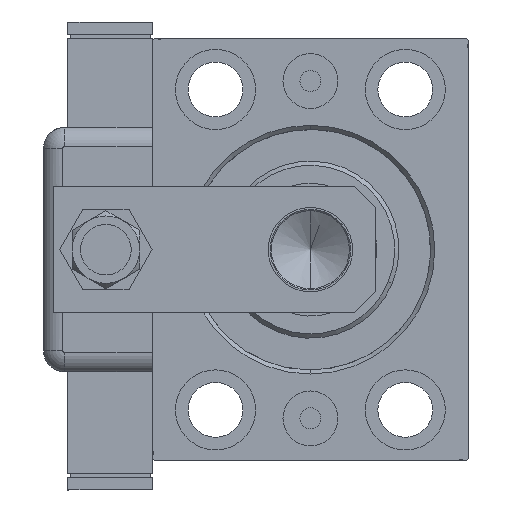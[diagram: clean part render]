
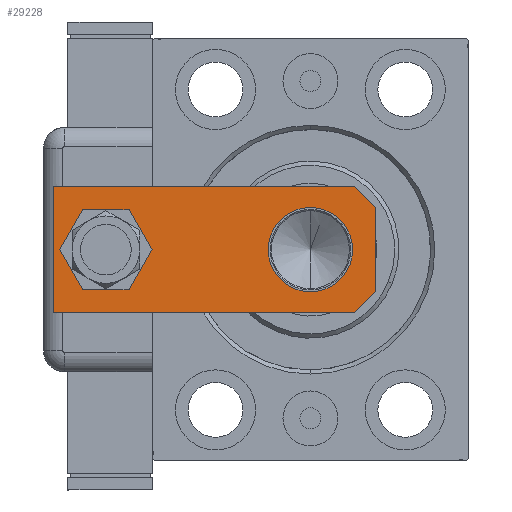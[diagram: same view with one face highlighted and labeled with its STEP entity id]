
A CAD part, left-side view. The second image highlights one B-rep face of the part: STEP entity #29228.
In plain terms, the highlighted face is planar.
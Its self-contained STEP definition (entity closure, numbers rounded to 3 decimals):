
#27 = EDGE_CURVE ( 'NONE', #3833, #32645, #46563, .T. ) ;
#986 = LINE ( 'NONE', #19659, #36377 ) ;
#3468 = CARTESIAN_POINT ( 'NONE',  ( 15., 76.5, 0. ) ) ;
#3815 = CARTESIAN_POINT ( 'NONE',  ( -15., 76.5, 0. ) ) ;
#3833 = VERTEX_POINT ( 'NONE', #19081 ) ;
#5314 = CARTESIAN_POINT ( 'NONE',  ( 15., 0., 0. ) ) ;
#5376 = CARTESIAN_POINT ( 'NONE',  ( 0., 64., 0. ) ) ;
#5908 = EDGE_CURVE ( 'NONE', #3833, #10990, #10421, .T. ) ;
#6089 = LINE ( 'NONE', #24470, #29171 ) ;
#6386 = FACE_OUTER_BOUND ( 'NONE', #40299, .T. ) ;
#6402 = DIRECTION ( 'NONE',  ( 1., 0., 0. ) ) ;
#6476 = CARTESIAN_POINT ( 'NONE',  ( 15., 76.5, 0. ) ) ;
#7679 = ORIENTED_EDGE ( 'NONE', *, *, #27, .T. ) ;
#8456 = CIRCLE ( 'NONE', #28631, 7. ) ;
#8902 = CARTESIAN_POINT ( 'NONE',  ( 15., 5., 0. ) ) ;
#9365 = VECTOR ( 'NONE', #42041, 1000. ) ;
#10047 = ORIENTED_EDGE ( 'NONE', *, *, #51670, .T. ) ;
#10421 = LINE ( 'NONE', #5314, #40434 ) ;
#10990 = VERTEX_POINT ( 'NONE', #3468 ) ;
#12992 = CARTESIAN_POINT ( 'NONE',  ( 7., 64., 0. ) ) ;
#13196 = ORIENTED_EDGE ( 'NONE', *, *, #56560, .T. ) ;
#13554 = VECTOR ( 'NONE', #48985, 1000. ) ;
#14207 = VERTEX_POINT ( 'NONE', #58222 ) ;
#14342 = DIRECTION ( 'NONE',  ( 0., 1., 0. ) ) ;
#15767 = CARTESIAN_POINT ( 'NONE',  ( 10., 0., 0. ) ) ;
#16626 = PLANE ( 'NONE',  #27525 ) ;
#17482 = ORIENTED_EDGE ( 'NONE', *, *, #19127, .F. ) ;
#18419 = CARTESIAN_POINT ( 'NONE',  ( 10., 15.5, 0. ) ) ;
#19081 = CARTESIAN_POINT ( 'NONE',  ( 15., 5., 0. ) ) ;
#19127 = EDGE_CURVE ( 'NONE', #55356, #23283, #53847, .T. ) ;
#19659 = CARTESIAN_POINT ( 'NONE',  ( -15., 0., 0. ) ) ;
#21234 = DIRECTION ( 'NONE',  ( 0., 0., 1. ) ) ;
#22118 = CARTESIAN_POINT ( 'NONE',  ( -10., 15.5, 0. ) ) ;
#23283 = VERTEX_POINT ( 'NONE', #41665 ) ;
#24470 = CARTESIAN_POINT ( 'NONE',  ( -10., 0., 0. ) ) ;
#24506 = CARTESIAN_POINT ( 'NONE',  ( 0., 64., 0. ) ) ;
#24765 = CARTESIAN_POINT ( 'NONE',  ( 0., 0., 0. ) ) ;
#24885 = ORIENTED_EDGE ( 'NONE', *, *, #38732, .T. ) ;
#25211 = CIRCLE ( 'NONE', #56012, 10. ) ;
#25670 = DIRECTION ( 'NONE',  ( 0., 0., 1. ) ) ;
#26086 = VERTEX_POINT ( 'NONE', #18419 ) ;
#27383 = ORIENTED_EDGE ( 'NONE', *, *, #34528, .T. ) ;
#27525 = AXIS2_PLACEMENT_3D ( 'NONE', #24765, #25670, #43761 ) ;
#27912 = CARTESIAN_POINT ( 'NONE',  ( 0., 15.5, 0. ) ) ;
#28288 = DIRECTION ( 'NONE',  ( 1., 0., 0. ) ) ;
#28631 = AXIS2_PLACEMENT_3D ( 'NONE', #24506, #32968, #38074 ) ;
#28909 = CARTESIAN_POINT ( 'NONE',  ( -15., 76.5, 0. ) ) ;
#29170 = DIRECTION ( 'NONE',  ( 0., 0., 1. ) ) ;
#29171 = VECTOR ( 'NONE', #42861, 1000. ) ;
#29228 = ADVANCED_FACE ( 'NONE', ( #6386, #34416, #43462 ), #16626, .F. ) ;
#29316 = ORIENTED_EDGE ( 'NONE', *, *, #5908, .F. ) ;
#30731 = ORIENTED_EDGE ( 'NONE', *, *, #34869, .F. ) ;
#30929 = CIRCLE ( 'NONE', #52051, 7. ) ;
#30970 = DIRECTION ( 'NONE',  ( 0., -1., 0. ) ) ;
#31649 = CARTESIAN_POINT ( 'NONE',  ( -7., 64., 0. ) ) ;
#32139 = EDGE_LOOP ( 'NONE', ( #10047, #24885 ) ) ;
#32645 = VERTEX_POINT ( 'NONE', #15767 ) ;
#32968 = DIRECTION ( 'NONE',  ( 0., 0., 1. ) ) ;
#34416 = FACE_BOUND ( 'NONE', #32139, .T. ) ;
#34475 = AXIS2_PLACEMENT_3D ( 'NONE', #35107, #21234, #53184 ) ;
#34528 = EDGE_CURVE ( 'NONE', #40842, #26086, #51807, .T. ) ;
#34869 = EDGE_CURVE ( 'NONE', #14207, #32645, #986, .T. ) ;
#35107 = CARTESIAN_POINT ( 'NONE',  ( 0., 15.5, 0. ) ) ;
#36276 = VERTEX_POINT ( 'NONE', #31649 ) ;
#36377 = VECTOR ( 'NONE', #6402, 1000. ) ;
#36978 = ORIENTED_EDGE ( 'NONE', *, *, #47340, .F. ) ;
#38074 = DIRECTION ( 'NONE',  ( 1., 0., 0. ) ) ;
#38732 = EDGE_CURVE ( 'NONE', #40027, #36276, #8456, .T. ) ;
#39931 = LINE ( 'NONE', #6476, #13554 ) ;
#40027 = VERTEX_POINT ( 'NONE', #12992 ) ;
#40299 = EDGE_LOOP ( 'NONE', ( #30731, #13196, #17482, #36978, #29316, #7679 ) ) ;
#40332 = ORIENTED_EDGE ( 'NONE', *, *, #51125, .T. ) ;
#40434 = VECTOR ( 'NONE', #14342, 1000. ) ;
#40842 = VERTEX_POINT ( 'NONE', #22118 ) ;
#41665 = CARTESIAN_POINT ( 'NONE',  ( -15., 5., 0. ) ) ;
#42041 = DIRECTION ( 'NONE',  ( -0.707, -0.707, 0. ) ) ;
#42861 = DIRECTION ( 'NONE',  ( -0.707, 0.707, 0. ) ) ;
#43462 = FACE_BOUND ( 'NONE', #49622, .T. ) ;
#43761 = DIRECTION ( 'NONE',  ( 1., 0., 0. ) ) ;
#46563 = LINE ( 'NONE', #8902, #9365 ) ;
#46887 = DIRECTION ( 'NONE',  ( 1., 0., 0. ) ) ;
#47340 = EDGE_CURVE ( 'NONE', #10990, #55356, #39931, .T. ) ;
#48530 = VECTOR ( 'NONE', #30970, 1000. ) ;
#48985 = DIRECTION ( 'NONE',  ( -1., 0., 0. ) ) ;
#49622 = EDGE_LOOP ( 'NONE', ( #27383, #40332 ) ) ;
#51125 = EDGE_CURVE ( 'NONE', #26086, #40842, #25211, .T. ) ;
#51670 = EDGE_CURVE ( 'NONE', #36276, #40027, #30929, .T. ) ;
#51807 = CIRCLE ( 'NONE', #34475, 10. ) ;
#52051 = AXIS2_PLACEMENT_3D ( 'NONE', #5376, #29170, #28288 ) ;
#53184 = DIRECTION ( 'NONE',  ( 1., 0., 0. ) ) ;
#53847 = LINE ( 'NONE', #3815, #48530 ) ;
#55356 = VERTEX_POINT ( 'NONE', #28909 ) ;
#56012 = AXIS2_PLACEMENT_3D ( 'NONE', #27912, #59538, #46887 ) ;
#56560 = EDGE_CURVE ( 'NONE', #14207, #23283, #6089, .T. ) ;
#58222 = CARTESIAN_POINT ( 'NONE',  ( -10., 0., 0. ) ) ;
#59538 = DIRECTION ( 'NONE',  ( 0., 0., 1. ) ) ;
